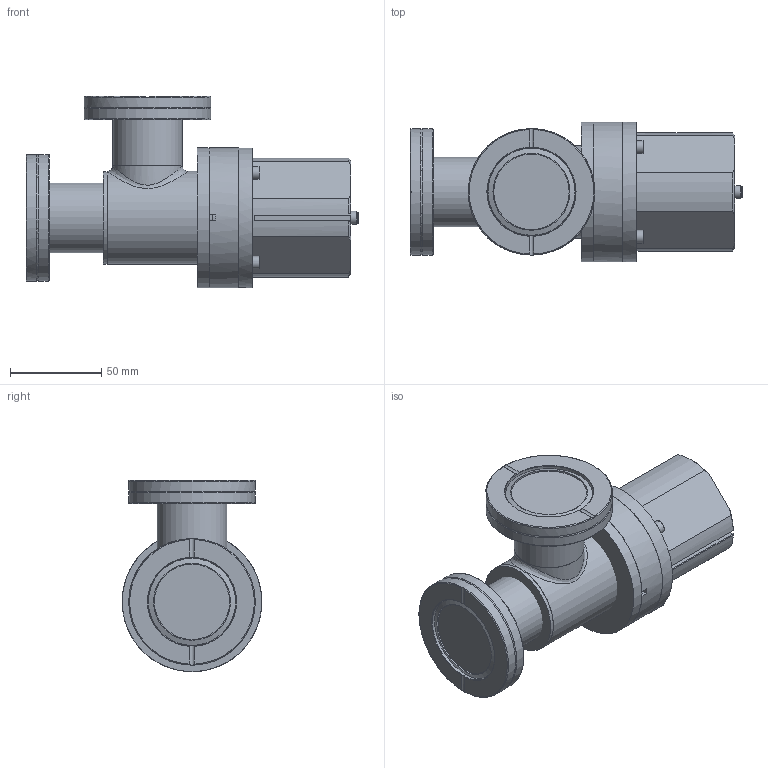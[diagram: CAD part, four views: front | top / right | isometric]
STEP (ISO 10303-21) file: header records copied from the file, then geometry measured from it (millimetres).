
FILE_DESCRIPTION(/* description */ (''),/* implementation_level */ '2;1');
FILE_NAME(/* name */ 'PAV-HV-CF-275-1_包膜.stp',/* time_stamp */ '2016-08-08T09:00:41+08:00',/* author */ ('raccy_lai'),/* organization */ (''),/* preprocessor_version */ 'ST-DEVELOPER v16.1',/* originating_system */ 'Autodesk Inventor 2016',/* authorisation */ '');
FILE_SCHEMA (('AUTOMOTIVE_DESIGN { 1 0 10303 214 3 1 1 }'));
Length unit declared in the file: millimetre
Products named in the file (1): PAV-HV-CF-275-1_包膜
Bounding box: 181.77 x 76.5 x 104.76 mm (x, y, z)
Surface area: 98885.3 mm2 (no closed solid volume)
Topology: 0 solids, 24 shells, 95 faces, 251 edges, 168 vertices
Faces by surface type: plane 44, cylinder 29, torus 12, cone 9, bspline 1
Full cylindrical faces by diameter (mm): 7 x4, 7.1 x1, 23 x1, 38.1 x3, 48.31 x2, 50.8 x2, 55.53 x1, 69.3 x4, 76.5 x3
Entity records: 3146 total; most frequent: CARTESIAN_POINT 913, DIRECTION 442, ORIENTED_EDGE 344, EDGE_CURVE 210, AXIS2_PLACEMENT_3D 185, VERTEX_POINT 159, EDGE_LOOP 127, FACE_OUTER_BOUND 95
